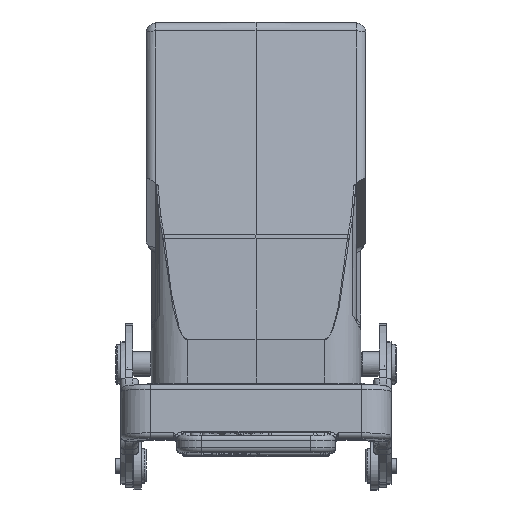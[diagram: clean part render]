
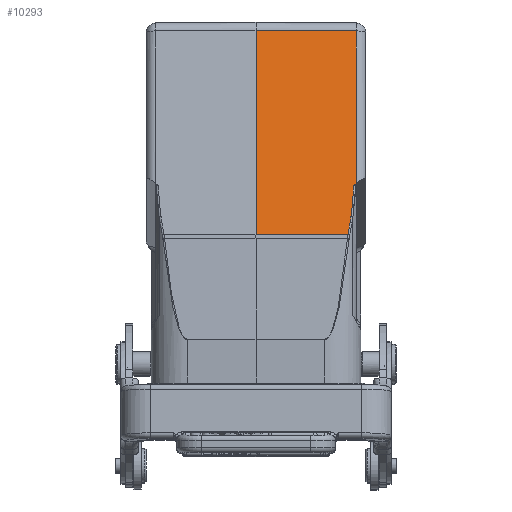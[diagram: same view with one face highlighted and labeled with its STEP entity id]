
A CAD part, top view. The second image highlights one B-rep face of the part: STEP entity #10293.
In plain terms, the highlighted planar face has unit normal (0.009, 0.174, 0.985).
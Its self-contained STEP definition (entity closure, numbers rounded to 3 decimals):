
#8946=CIRCLE('',#37029,62.334);
#10293=ADVANCED_FACE('',(#12690),#11459,.T.);
#11459=PLANE('',#37032);
#12690=FACE_OUTER_BOUND('',#14413,.T.);
#14413=EDGE_LOOP('',(#20405,#20406,#20407,#20408,#20409,#20410,#20411));
#15939=ELLIPSE('',#37031,40.313,7.);
#20405=ORIENTED_EDGE('',*,*,#29165,.F.);
#20406=ORIENTED_EDGE('',*,*,#29162,.F.);
#20407=ORIENTED_EDGE('',*,*,#29083,.T.);
#20408=ORIENTED_EDGE('',*,*,#29167,.F.);
#20409=ORIENTED_EDGE('',*,*,#29168,.F.);
#20410=ORIENTED_EDGE('',*,*,#28871,.T.);
#20411=ORIENTED_EDGE('',*,*,#29166,.F.);
#25559=VERTEX_POINT('',#54651);
#25560=VERTEX_POINT('',#54672);
#25701=VERTEX_POINT('',#55141);
#25702=VERTEX_POINT('',#55143);
#25751=VERTEX_POINT('',#55415);
#25752=VERTEX_POINT('',#55437);
#25753=VERTEX_POINT('',#55454);
#28871=EDGE_CURVE('',#25560,#25559,#31923,.T.);
#29083=EDGE_CURVE('',#25702,#25701,#32099,.T.);
#29162=EDGE_CURVE('',#25702,#25751,#32139,.T.);
#29165=EDGE_CURVE('',#25751,#25752,#8946,.T.);
#29166=EDGE_CURVE('',#25752,#25559,#15939,.T.);
#29167=EDGE_CURVE('',#25753,#25701,#32140,.T.);
#29168=EDGE_CURVE('',#25560,#25753,#32141,.T.);
#31923=LINE('',#54671,#34309);
#32099=LINE('',#55142,#34485);
#32139=LINE('',#55414,#34525);
#32140=LINE('',#55453,#34526);
#32141=LINE('',#55455,#34527);
#34309=VECTOR('',#42245,1.);
#34485=VECTOR('',#42639,1.);
#34525=VECTOR('',#42789,1.);
#34526=VECTOR('',#42798,1.);
#34527=VECTOR('',#42799,1.);
#37029=AXIS2_PLACEMENT_3D('',#55438,#42792,#42793);
#37031=AXIS2_PLACEMENT_3D('',#55440,#42796,#42797);
#37032=AXIS2_PLACEMENT_3D('',#55456,#42800,#42801);
#42245=DIRECTION('',(1.,-0.001,-0.009));
#42639=DIRECTION('',(0.,0.985,-0.174));
#42789=DIRECTION('',(-0.762,-0.637,0.119));
#42792=DIRECTION('',(-0.009,-0.174,-0.985));
#42793=DIRECTION('',(0.,-0.985,0.174));
#42796=DIRECTION('',(-0.009,-0.174,-0.985));
#42797=DIRECTION('',(0.002,-0.985,0.174));
#42798=DIRECTION('',(1.,-0.009,-0.007));
#42799=DIRECTION('',(0.,0.985,-0.174));
#42800=DIRECTION('',(0.009,0.174,0.985));
#42801=DIRECTION('',(0.,-0.985,0.174));
#54651=CARTESIAN_POINT('',(18.848,-22.176,57.924));
#54671=CARTESIAN_POINT('',(0.017,-22.155,58.087));
#54672=CARTESIAN_POINT('',(0.,-22.155,58.087));
#55141=CARTESIAN_POINT('',(20.517,19.584,50.546));
#55142=CARTESIAN_POINT('',(20.517,-11.704,56.062));
#55143=CARTESIAN_POINT('',(20.517,-11.704,56.062));
#55414=CARTESIAN_POINT('',(20.517,-11.704,56.062));
#55415=CARTESIAN_POINT('',(19.963,-12.168,56.149));
#55437=CARTESIAN_POINT('',(19.449,-18.497,57.27));
#55438=CARTESIAN_POINT('',(-42.346,-10.389,56.388));
#55440=CARTESIAN_POINT('',(14.004,6.729,52.87));
#55453=CARTESIAN_POINT('',(-0.012,19.763,50.696));
#55454=CARTESIAN_POINT('',(0.,19.763,50.696));
#55455=CARTESIAN_POINT('',(0.,-22.153,58.087));
#55456=CARTESIAN_POINT('',(0.,21.415,50.404));
